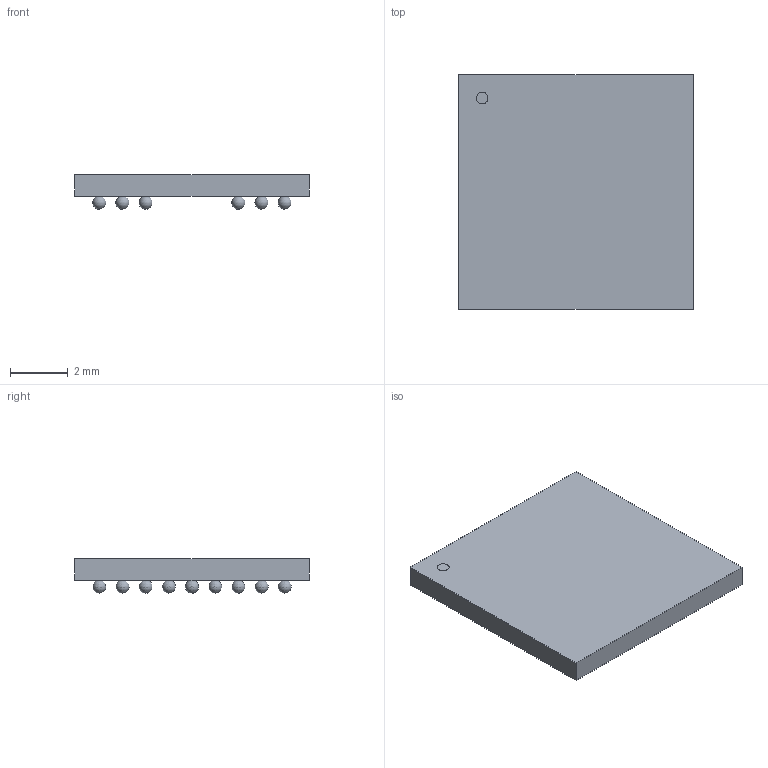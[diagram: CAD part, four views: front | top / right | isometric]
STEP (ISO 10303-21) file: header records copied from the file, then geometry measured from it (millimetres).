
FILE_DESCRIPTION(('STEP AP214'),'1');
FILE_NAME('TFBGA-54_8X8_ISI','2025-04-08T03:13:03',(''),(''),'','','');
FILE_SCHEMA(('AUTOMOTIVE_DESIGN'));
Length unit declared in the file: millimetre
Products named in the file (1): product
Bounding box: 8.1 x 8.1 x 1.2 mm (x, y, z)
Volume: 53.8 mm3; surface area: 226.4 mm2
Topology: 110 solids, 110 shells, 117 faces, 339 edges, 226 vertices
Faces by surface type: sphere 108, plane 8, cylinder 1
Full cylindrical faces by diameter (mm): 0.405 x1
Entity records: 1345 total; most frequent: DIRECTION 254, CARTESIAN_POINT 131, AXIS2_PLACEMENT_3D 121, STYLED_ITEM 117, ADVANCED_FACE 117, MANIFOLD_SOLID_BREP 110, CLOSED_SHELL 110, SPHERICAL_SURFACE 108
